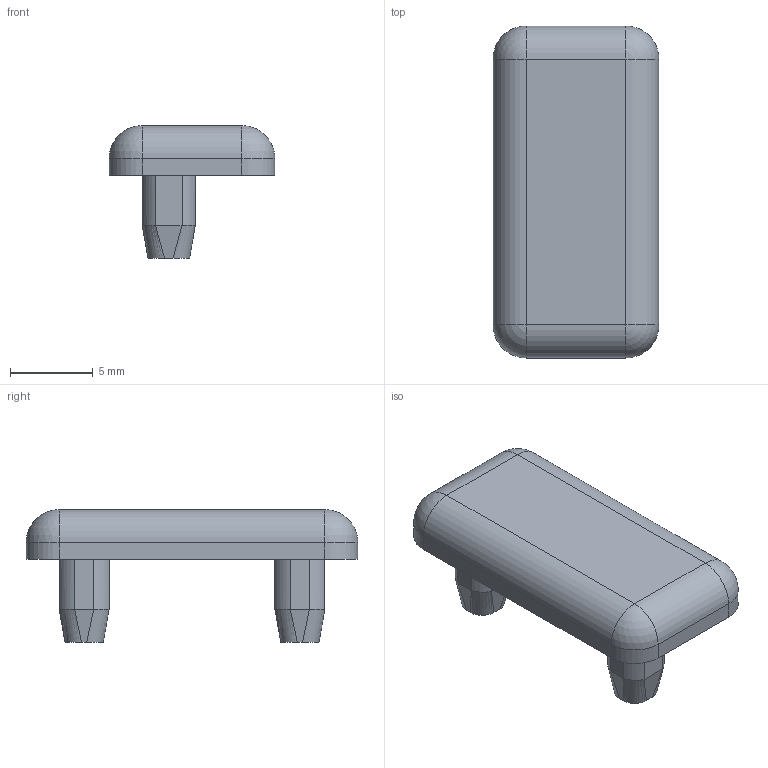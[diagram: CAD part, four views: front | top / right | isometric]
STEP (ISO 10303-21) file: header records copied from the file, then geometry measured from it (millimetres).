
FILE_DESCRIPTION(/* description */ ('Abdeckkappe 10x20'),/* implementation_level */ '2;1');
FILE_NAME(/* name */ '251005001 Abdeckkappe 10x20.stp',/* time_stamp */ '2020-08-24T10:52:50+02:00',/* author */ ('wheldmann'),/* organization */ (''),/* preprocessor_version */ 'ST-DEVELOPER v17.2',/* originating_system */ 'Autodesk Inventor 2019',/* authorisation */ ' ');
FILE_SCHEMA (('AUTOMOTIVE_DESIGN { 1 0 10303 214 3 1 1 }'));
Length unit declared in the file: millimetre
Products named in the file (1): 251005001
Bounding box: 10 x 20 x 8 mm (x, y, z)
Volume: 498.6 mm3; surface area: 661.7 mm2
Topology: 1 solids, 1 shells, 83 faces, 192 edges, 108 vertices
Faces by surface type: plane 31, cylinder 28, bspline 12, torus 8, sphere 4
Entity records: 2555 total; most frequent: CARTESIAN_POINT 740, ORIENTED_EDGE 376, DIRECTION 352, EDGE_CURVE 188, AXIS2_PLACEMENT_3D 124, VERTEX_POINT 108, LINE 104, VECTOR 104
